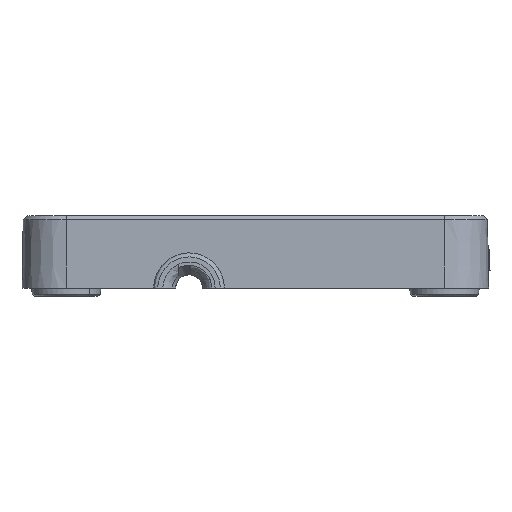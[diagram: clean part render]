
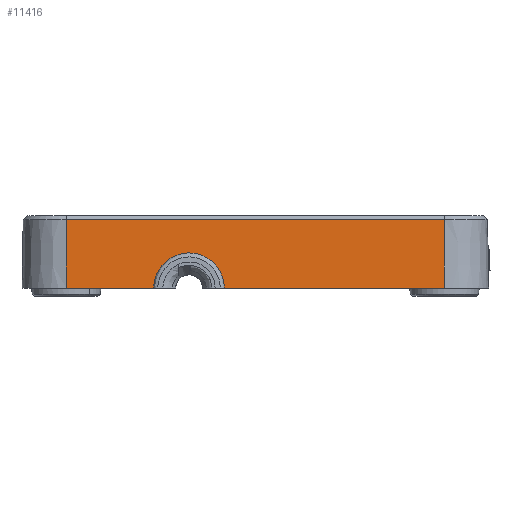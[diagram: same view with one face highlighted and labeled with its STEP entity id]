
A CAD part, front view. The second image highlights one B-rep face of the part: STEP entity #11416.
In plain terms, the highlighted planar face has unit normal (0, -1, 0.018).
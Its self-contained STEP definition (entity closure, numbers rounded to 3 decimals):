
#338 = CARTESIAN_POINT ( 'NONE',  ( -12.25, -33.644, 7.75 ) ) ;
#868 = CARTESIAN_POINT ( 'NONE',  ( -28., -33.5, 16. ) ) ;
#1022 = ORIENTED_EDGE ( 'NONE', *, *, #10007, .F. ) ;
#1700 = CARTESIAN_POINT ( 'NONE',  ( -12.25, -33.496, 16.25 ) ) ;
#1757 = FACE_OUTER_BOUND ( 'NONE', #11171, .T. ) ;
#2035 = DIRECTION ( 'NONE',  ( 0., -0.017, -1. ) ) ;
#2044 = ORIENTED_EDGE ( 'NONE', *, *, #13037, .F. ) ;
#2400 = AXIS2_PLACEMENT_3D ( 'NONE', #15882, #7864, #17217 ) ;
#2921 = DIRECTION ( 'NONE',  ( 0., 0.017, 1. ) ) ;
#3127 = ORIENTED_EDGE ( 'NONE', *, *, #5644, .T. ) ;
#3312 = VERTEX_POINT ( 'NONE', #7717 ) ;
#3404 = CARTESIAN_POINT ( 'NONE',  ( -12.25, -33.644, 7.75 ) ) ;
#3561 = CARTESIAN_POINT ( 'NONE',  ( -22.8, -33.5, 16. ) ) ;
#3624 = EDGE_CURVE ( 'NONE', #3934, #13613, #6484, .T. ) ;
#3917 = ORIENTED_EDGE ( 'NONE', *, *, #3624, .F. ) ;
#3934 = VERTEX_POINT ( 'NONE', #4166 ) ;
#3943 = CARTESIAN_POINT ( 'NONE',  ( -3.75, -33.644, 7.75 ) ) ;
#4166 = CARTESIAN_POINT ( 'NONE',  ( -3.75, -33.644, 7.75 ) ) ;
#4215 = LINE ( 'NONE', #8225, #14463 ) ;
#5215 = ORIENTED_EDGE ( 'NONE', *, *, #15283, .T. ) ;
#5643 = VERTEX_POINT ( 'NONE', #3561 ) ;
#5644 = EDGE_CURVE ( 'NONE', #5861, #5643, #6233, .T. ) ;
#5861 = VERTEX_POINT ( 'NONE', #6713 ) ;
#6233 = LINE ( 'NONE', #868, #16473 ) ;
#6262 = DIRECTION ( 'NONE',  ( -1., 0., 0. ) ) ;
#6484 =( BOUNDED_CURVE ( )  B_SPLINE_CURVE ( 3, ( #3943, #15227, #1700, #3404 ),
 .UNSPECIFIED., .F., .F. ) 
 B_SPLINE_CURVE_WITH_KNOTS ( ( 4, 4 ),
 ( 4.712, 7.854 ),
 .UNSPECIFIED. ) 
 CURVE ( )  GEOMETRIC_REPRESENTATION_ITEM ( )  RATIONAL_B_SPLINE_CURVE ( ( 1., 0.333, 0.333, 1. ) ) 
 REPRESENTATION_ITEM ( '' )  );
#6531 = PLANE ( 'NONE',  #2400 ) ;
#6713 = CARTESIAN_POINT ( 'NONE',  ( 22.8, -33.5, 16. ) ) ;
#7717 = CARTESIAN_POINT ( 'NONE',  ( -22.8, -33.644, 7.75 ) ) ;
#7864 = DIRECTION ( 'NONE',  ( 0., -1., 0.017 ) ) ;
#8225 = CARTESIAN_POINT ( 'NONE',  ( -22.8, -33.5, 16. ) ) ;
#9510 = DIRECTION ( 'NONE',  ( 1., 0., 0. ) ) ;
#10007 = EDGE_CURVE ( 'NONE', #5861, #14715, #10154, .T. ) ;
#10154 = LINE ( 'NONE', #11365, #12897 ) ;
#10996 = DIRECTION ( 'NONE',  ( 1., 0., 0. ) ) ;
#11171 = EDGE_LOOP ( 'NONE', ( #1022, #3127, #2044, #5215, #3917, #17104 ) ) ;
#11365 = CARTESIAN_POINT ( 'NONE',  ( 22.8, -33.5, 16. ) ) ;
#11416 = ADVANCED_FACE ( 'NONE', ( #1757 ), #6531, .T. ) ;
#11650 = LINE ( 'NONE', #13487, #15207 ) ;
#12314 = EDGE_CURVE ( 'NONE', #3934, #14715, #16147, .T. ) ;
#12627 = VECTOR ( 'NONE', #10996, 1000. ) ;
#12897 = VECTOR ( 'NONE', #2035, 1000. ) ;
#13037 = EDGE_CURVE ( 'NONE', #3312, #5643, #4215, .T. ) ;
#13487 = CARTESIAN_POINT ( 'NONE',  ( -22.8, -33.644, 7.75 ) ) ;
#13613 = VERTEX_POINT ( 'NONE', #338 ) ;
#13807 = CARTESIAN_POINT ( 'NONE',  ( -22.8, -33.644, 7.75 ) ) ;
#14463 = VECTOR ( 'NONE', #2921, 1000. ) ;
#14715 = VERTEX_POINT ( 'NONE', #15472 ) ;
#15207 = VECTOR ( 'NONE', #9510, 1000. ) ;
#15227 = CARTESIAN_POINT ( 'NONE',  ( -3.75, -33.496, 16.25 ) ) ;
#15283 = EDGE_CURVE ( 'NONE', #3312, #13613, #11650, .T. ) ;
#15472 = CARTESIAN_POINT ( 'NONE',  ( 22.8, -33.644, 7.75 ) ) ;
#15882 = CARTESIAN_POINT ( 'NONE',  ( -28., -33.5, 16. ) ) ;
#16147 = LINE ( 'NONE', #13807, #12627 ) ;
#16473 = VECTOR ( 'NONE', #6262, 1000. ) ;
#17104 = ORIENTED_EDGE ( 'NONE', *, *, #12314, .T. ) ;
#17217 = DIRECTION ( 'NONE',  ( 0., -0.017, -1. ) ) ;
